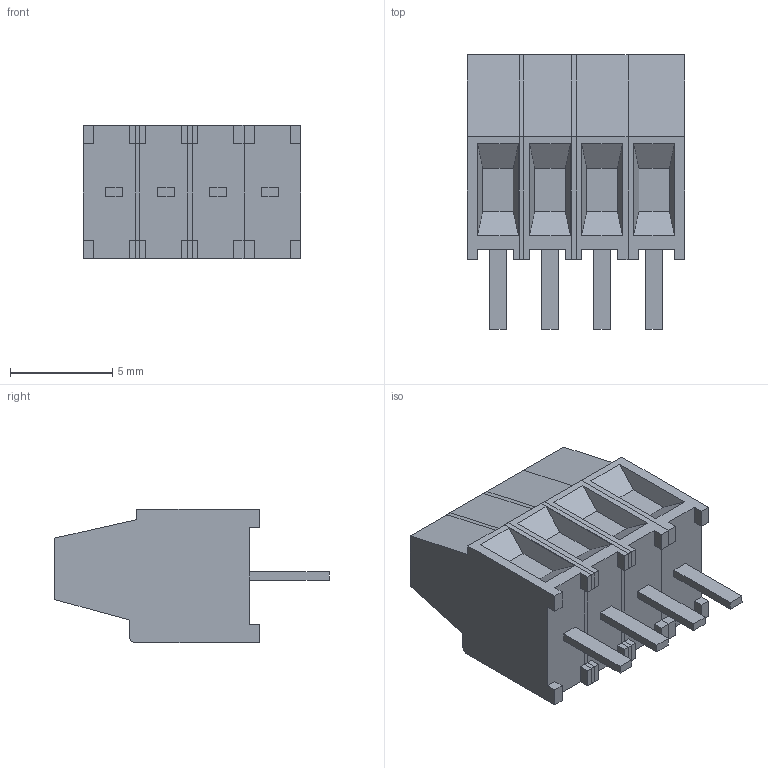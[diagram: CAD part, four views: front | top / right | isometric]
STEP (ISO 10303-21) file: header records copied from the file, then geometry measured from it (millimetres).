
FILE_DESCRIPTION (( 'STEP AP214' ), '1' );
FILE_NAME ('282834-4.STEP', '2025-01-07T14:19:18', ( '' ), ( '' ), 'SwSTEP 2.0', 'SolidWorks 2021', '' );
FILE_SCHEMA (( 'AUTOMOTIVE_DESIGN' ));
Length unit declared in the file: millimetre
Products named in the file (1): 282834-4
Bounding box: 10.62 x 13.4 x 6.5 mm (x, y, z)
Volume: 525.8 mm3; surface area: 974.9 mm2
Topology: 12 solids, 12 shells, 220 faces, 556 edges, 368 vertices
Faces by surface type: plane 196, cylinder 24
Entity records: 7555 total; most frequent: CARTESIAN_POINT 1145, ORIENTED_EDGE 1112, DIRECTION 1062, EDGE_CURVE 556, VECTOR 492, LINE 492, VERTEX_POINT 368, AXIS2_PLACEMENT_3D 285
